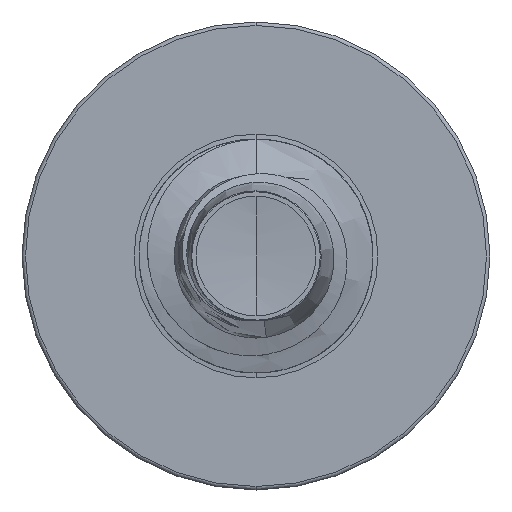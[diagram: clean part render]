
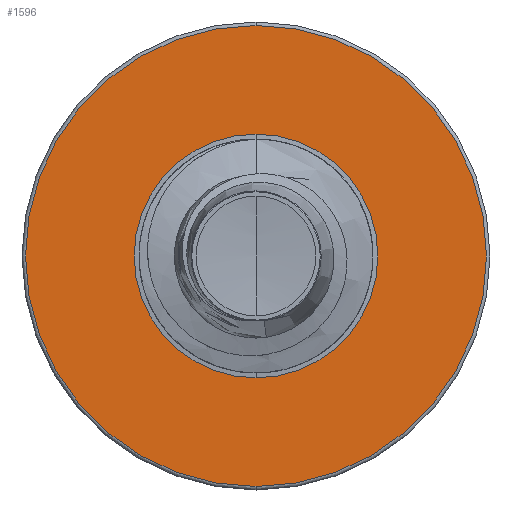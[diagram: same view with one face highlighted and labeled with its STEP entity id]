
A CAD part, front view. The second image highlights one B-rep face of the part: STEP entity #1596.
In plain terms, the highlighted planar face has unit normal (0, -1, 0).
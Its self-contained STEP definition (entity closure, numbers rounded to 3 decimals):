
#806 = ORIENTED_EDGE ( 'NONE', *, *, #20297, .F. ) ;
#1596 = ADVANCED_FACE ( 'NONE', ( #2958, #8977 ), #20406, .F. ) ;
#1913 = DIRECTION ( 'NONE',  ( 0., 1., 0. ) ) ;
#2958 = FACE_OUTER_BOUND ( 'NONE', #18913, .T. ) ;
#3944 = AXIS2_PLACEMENT_3D ( 'NONE', #7159, #21956, #9619 ) ;
#4058 = CIRCLE ( 'NONE', #3944, 1.562 ) ;
#4383 = AXIS2_PLACEMENT_3D ( 'NONE', #16420, #1913, #18403 ) ;
#4669 = AXIS2_PLACEMENT_3D ( 'NONE', #13317, #25630, #15546 ) ;
#5687 = AXIS2_PLACEMENT_3D ( 'NONE', #11653, #24715, #13974 ) ;
#7085 = VERTEX_POINT ( 'NONE', #10007 ) ;
#7159 = CARTESIAN_POINT ( 'NONE',  ( 0., 15., 0. ) ) ;
#7782 = ORIENTED_EDGE ( 'NONE', *, *, #19845, .F. ) ;
#8977 = FACE_BOUND ( 'NONE', #22455, .T. ) ;
#9619 = DIRECTION ( 'NONE',  ( 0., 0., 1. ) ) ;
#10007 = CARTESIAN_POINT ( 'NONE',  ( 0., 15., -1.562 ) ) ;
#11110 = CIRCLE ( 'NONE', #4669, 2.955 ) ;
#11653 = CARTESIAN_POINT ( 'NONE',  ( 0., 15., 0. ) ) ;
#12327 = AXIS2_PLACEMENT_3D ( 'NONE', #20729, #20511, #20386 ) ;
#13317 = CARTESIAN_POINT ( 'NONE',  ( 0., 15., 0. ) ) ;
#13974 = DIRECTION ( 'NONE',  ( 0., 0., 1. ) ) ;
#14073 = ORIENTED_EDGE ( 'NONE', *, *, #18847, .T. ) ;
#15546 = DIRECTION ( 'NONE',  ( 0., 0., 1. ) ) ;
#16420 = CARTESIAN_POINT ( 'NONE',  ( 0., 15., 0. ) ) ;
#17765 = VERTEX_POINT ( 'NONE', #19492 ) ;
#18206 = CARTESIAN_POINT ( 'NONE',  ( 0., 15., -2.955 ) ) ;
#18403 = DIRECTION ( 'NONE',  ( 0., 0., 1. ) ) ;
#18847 = EDGE_CURVE ( 'NONE', #17765, #7085, #24188, .T. ) ;
#18913 = EDGE_LOOP ( 'NONE', ( #806, #7782 ) ) ;
#19492 = CARTESIAN_POINT ( 'NONE',  ( 0., 15., 1.562 ) ) ;
#19569 = VERTEX_POINT ( 'NONE', #21627 ) ;
#19845 = EDGE_CURVE ( 'NONE', #21206, #19569, #11110, .T. ) ;
#20297 = EDGE_CURVE ( 'NONE', #19569, #21206, #23935, .T. ) ;
#20386 = DIRECTION ( 'NONE',  ( 0., 0., 1. ) ) ;
#20406 = PLANE ( 'NONE',  #12327 ) ;
#20511 = DIRECTION ( 'NONE',  ( 0., 1., 0. ) ) ;
#20729 = CARTESIAN_POINT ( 'NONE',  ( 0., 15., -1.562 ) ) ;
#21206 = VERTEX_POINT ( 'NONE', #18206 ) ;
#21266 = EDGE_CURVE ( 'NONE', #7085, #17765, #4058, .T. ) ;
#21627 = CARTESIAN_POINT ( 'NONE',  ( 0., 15., 2.955 ) ) ;
#21956 = DIRECTION ( 'NONE',  ( 0., 1., 0. ) ) ;
#22455 = EDGE_LOOP ( 'NONE', ( #14073, #23749 ) ) ;
#23749 = ORIENTED_EDGE ( 'NONE', *, *, #21266, .T. ) ;
#23935 = CIRCLE ( 'NONE', #4383, 2.955 ) ;
#24188 = CIRCLE ( 'NONE', #5687, 1.562 ) ;
#24715 = DIRECTION ( 'NONE',  ( 0., 1., 0. ) ) ;
#25630 = DIRECTION ( 'NONE',  ( 0., 1., 0. ) ) ;
